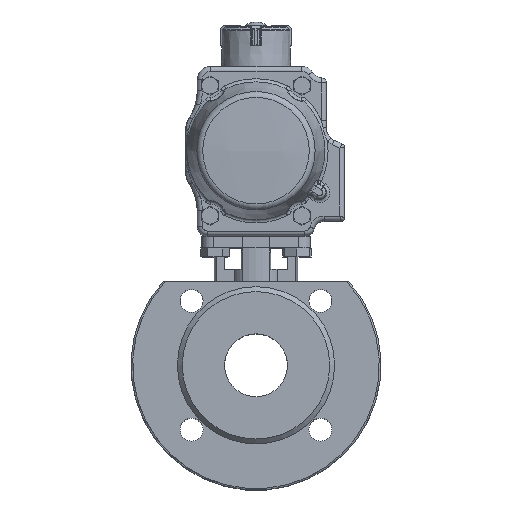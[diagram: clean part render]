
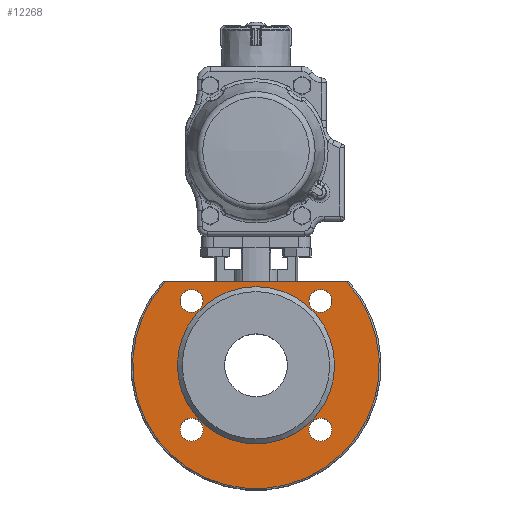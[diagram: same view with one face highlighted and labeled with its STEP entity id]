
A CAD part, top view. The second image highlights one B-rep face of the part: STEP entity #12268.
In plain terms, the highlighted planar face has unit normal (0, 0, 1).
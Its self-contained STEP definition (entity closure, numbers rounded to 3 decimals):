
#680=PLANE('',#13076);
#933=LINE('',#18114,#1649);
#1649=VECTOR('',#14551,1000.);
#2387=ORIENTED_EDGE('',*,*,#5781,.F.);
#2388=ORIENTED_EDGE('',*,*,#5782,.F.);
#2389=ORIENTED_EDGE('',*,*,#5783,.F.);
#2390=ORIENTED_EDGE('',*,*,#5784,.F.);
#2391=ORIENTED_EDGE('',*,*,#5785,.T.);
#2392=ORIENTED_EDGE('',*,*,#5786,.F.);
#2393=ORIENTED_EDGE('',*,*,#5777,.T.);
#5777=EDGE_CURVE('',#7475,#7475,#8588,.T.);
#5781=EDGE_CURVE('',#7477,#7477,#8590,.T.);
#5782=EDGE_CURVE('',#7478,#7478,#8591,.T.);
#5783=EDGE_CURVE('',#7479,#7479,#8592,.T.);
#5784=EDGE_CURVE('',#7480,#7480,#8593,.T.);
#5785=EDGE_CURVE('',#7481,#7482,#8594,.T.);
#5786=EDGE_CURVE('',#7481,#7482,#933,.T.);
#7475=VERTEX_POINT('',#18095);
#7477=VERTEX_POINT('',#18104);
#7478=VERTEX_POINT('',#18106);
#7479=VERTEX_POINT('',#18108);
#7480=VERTEX_POINT('',#18110);
#7481=VERTEX_POINT('',#18112);
#7482=VERTEX_POINT('',#18113);
#8588=CIRCLE('',#13072,47.5);
#8590=CIRCLE('',#13077,6.918);
#8591=CIRCLE('',#13078,6.918);
#8592=CIRCLE('',#13079,6.918);
#8593=CIRCLE('',#13080,6.918);
#8594=CIRCLE('',#13081,74.5);
#9313=EDGE_LOOP('',(#2387));
#9314=EDGE_LOOP('',(#2388));
#9315=EDGE_LOOP('',(#2389));
#9316=EDGE_LOOP('',(#2390));
#9317=EDGE_LOOP('',(#2391,#2392));
#9318=EDGE_LOOP('',(#2393));
#10253=FACE_BOUND('',#9313,.T.);
#10254=FACE_BOUND('',#9314,.T.);
#10255=FACE_BOUND('',#9315,.T.);
#10256=FACE_BOUND('',#9316,.T.);
#10257=FACE_BOUND('',#9317,.T.);
#10258=FACE_BOUND('',#9318,.T.);
#12268=ADVANCED_FACE('',(#10253,#10254,#10255,#10256,#10257,#10258),#680,
 .T.);
#13072=AXIS2_PLACEMENT_3D('',#18094,#14529,#14530);
#13076=AXIS2_PLACEMENT_3D('',#18102,#14539,#14540);
#13077=AXIS2_PLACEMENT_3D('',#18103,#14541,#14542);
#13078=AXIS2_PLACEMENT_3D('',#18105,#14543,#14544);
#13079=AXIS2_PLACEMENT_3D('',#18107,#14545,#14546);
#13080=AXIS2_PLACEMENT_3D('',#18109,#14547,#14548);
#13081=AXIS2_PLACEMENT_3D('',#18111,#14549,#14550);
#14529=DIRECTION('',(0.,0.,-1.));
#14530=DIRECTION('',(-1.,0.,0.));
#14539=DIRECTION('',(0.,0.,1.));
#14540=DIRECTION('',(1.,0.,0.));
#14541=DIRECTION('',(0.,0.,1.));
#14542=DIRECTION('',(1.,0.,0.));
#14543=DIRECTION('',(0.,0.,1.));
#14544=DIRECTION('',(1.,0.,0.));
#14545=DIRECTION('',(0.,0.,1.));
#14546=DIRECTION('',(1.,0.,0.));
#14547=DIRECTION('',(0.,0.,1.));
#14548=DIRECTION('',(1.,0.,0.));
#14549=DIRECTION('',(0.,0.,1.));
#14550=DIRECTION('',(1.,0.,0.));
#14551=DIRECTION('',(1.,0.,0.));
#18094=CARTESIAN_POINT('',(0.,0.,10.1));
#18095=CARTESIAN_POINT('',(-47.5,0.,10.1));
#18102=CARTESIAN_POINT('',(0.,0.,10.1));
#18103=CARTESIAN_POINT('',(-38.891,-38.891,10.1));
#18104=CARTESIAN_POINT('',(-31.973,-38.891,10.1));
#18105=CARTESIAN_POINT('',(38.891,-38.891,10.1));
#18106=CARTESIAN_POINT('',(45.808,-38.891,10.1));
#18107=CARTESIAN_POINT('',(38.891,38.891,10.1));
#18108=CARTESIAN_POINT('',(45.808,38.891,10.1));
#18109=CARTESIAN_POINT('',(-38.891,38.891,10.1));
#18110=CARTESIAN_POINT('',(-31.973,38.891,10.1));
#18111=CARTESIAN_POINT('',(0.,0.,10.1));
#18112=CARTESIAN_POINT('',(-54.772,50.5,10.1));
#18113=CARTESIAN_POINT('',(54.772,50.5,10.1));
#18114=CARTESIAN_POINT('',(0.,50.5,10.1));
